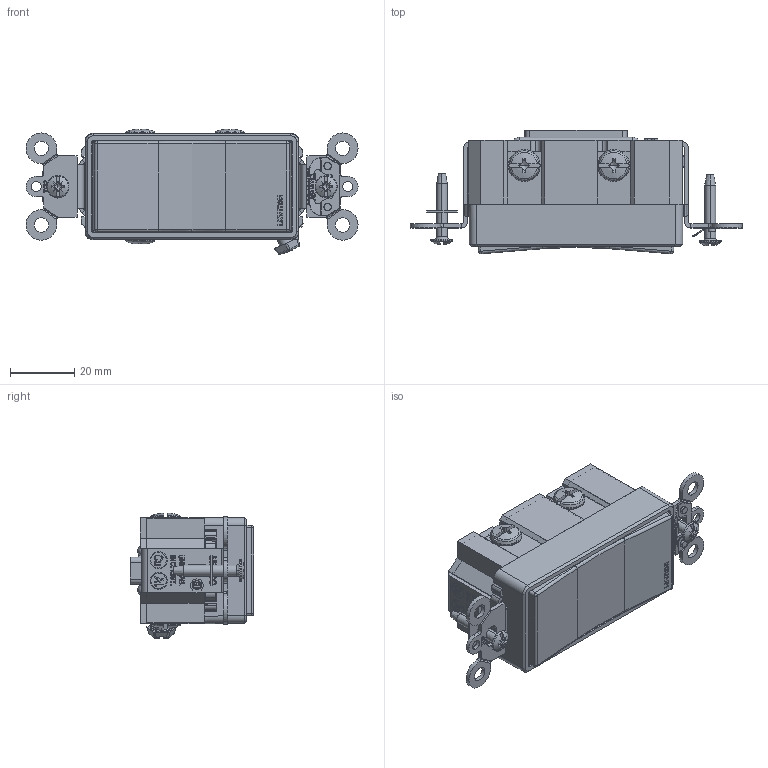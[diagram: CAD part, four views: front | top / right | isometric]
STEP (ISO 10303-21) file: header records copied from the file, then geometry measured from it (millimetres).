
FILE_DESCRIPTION (( 'STEP AP214' ), '1' );
FILE_NAME ('CATSTD-5657-02W-M01.STEP', '2021-07-22T19:00:49', ( '' ), ( '' ), 'SwSTEP 2.0', 'SolidWorks 2020', '' );
FILE_SCHEMA (( 'AUTOMOTIVE_DESIGN' ));
Length unit declared in the file: inch
Products named in the file (16): Copy of OT36177-M01^CATSTD-5657-02W-M01; CATSTD-5657-02W-M01; Copy of OE38053-M01^Copy of OR38053-M01_CATSTD-5657-02W-M01; Copy of OG45084-M01^CATSTD-5657-02W-M01_Basic Screw; Copy of BA36192-M01-REF-2840^CATSTD-5657-02W-M01; Copy of OG41924-M01^Copy of OR38053-M01_CATSTD-5657-02W-M01; Copy of OR38053-M01^CATSTD-5657-02W-M01_WITH GROUND CLIP; Copy of BAB8630-M01^CATSTD-5657-02W-M01; RM79100200000^Copy of OR38053-M01_CATSTD-5657-02W-M01; Copy of BA36194-M01^CATSTD-5657-02W-M01; Copy of OX25525-M01^Copy of OR38053-M01_CATSTD-5657-02W-M01; Copy of OG63752-M01-REF-MM-REV-A02^Copy of OR38053-M01_CATSTD-5657-02W-M01_OG63752-M26
Assembly tree (16 placements, depth 3):
  CATSTD-5657-02W-M01
    Copy of OR38053-M01^CATSTD-5657-02W-M01_WITH GROUND CLIP
      Copy of OE38053-M01^Copy of OR38053-M01_CATSTD-5657-02W-M01
      Copy of OG41924-M01^Copy of OR38053-M01_CATSTD-5657-02W-M01
      Copy of OG63752-M01-REF-MM-REV-A02^Copy of OR38053-M01_CATSTD-5657-02W-M01_OG63752-M26  x2
      Copy of OX25525-M01^Copy of OR38053-M01_CATSTD-5657-02W-M01
      RM79100200000^Copy of OR38053-M01_CATSTD-5657-02W-M01
    Copy of BA36192-M01-REF-2840^CATSTD-5657-02W-M01
    Copy of BA36194-M01^CATSTD-5657-02W-M01
    Copy of BAB8630-M01^CATSTD-5657-02W-M01
    Copy of OG45084-M01^CATSTD-5657-02W-M01_Basic Screw
    Copy of OG45084-M01^CATSTD-5657-02W-M01_Basic Screw
    Copy of OG45084-M01^CATSTD-5657-02W-M01_Basic Screw
    Copy of OT36177-M01^CATSTD-5657-02W-M01
    Copy of OT36177-M01^CATSTD-5657-02W-M01
    Copy of OT36177-M01^CATSTD-5657-02W-M01
Bounding box: 103.17 x 38.4 x 39.02 mm (x, y, z)
Volume: 26426.9 mm3; surface area: 34583.4 mm2
Topology: 15 solids, 16 shells, 2119 faces, 5652 edges, 3686 vertices
Faces by surface type: plane 1447, bspline 297, cylinder 263, cone 66, torus 32, sphere 14
Entity records: 78217 total; most frequent: CARTESIAN_POINT 28370, ORIENTED_EDGE 10872, DIRECTION 8863, EDGE_CURVE 5436, VECTOR 3965, LINE 3965, VERTEX_POINT 3552, AXIS2_PLACEMENT_3D 2449
